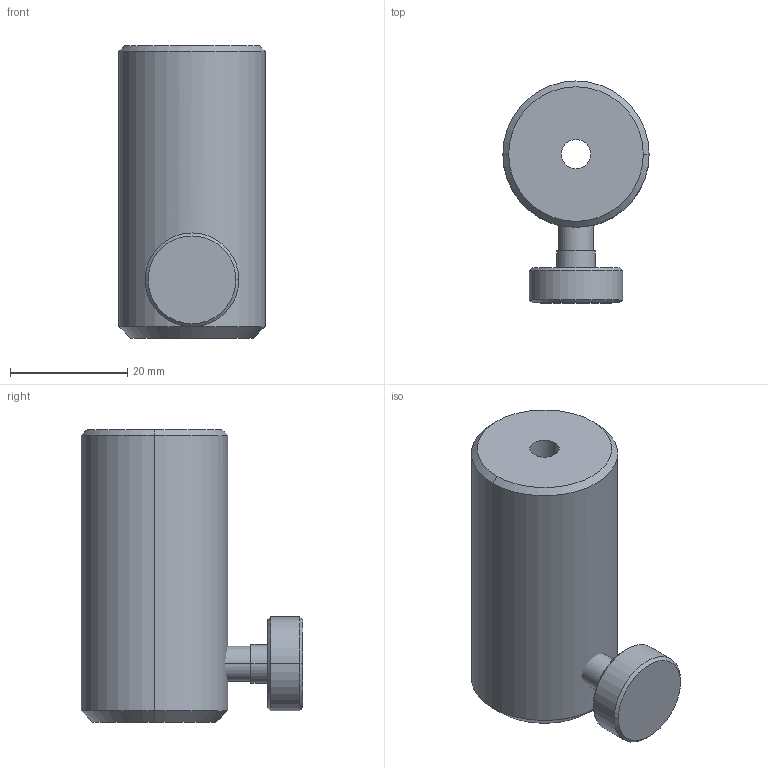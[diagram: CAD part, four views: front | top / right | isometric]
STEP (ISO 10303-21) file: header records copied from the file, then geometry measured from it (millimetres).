
FILE_DESCRIPTION (( 'STEP AP214' ), '1' );
FILE_NAME ('OM-001-020-050_01.STEP', '2024-10-06T13:46:16', ( '' ), ( '' ), 'SwSTEP 2.0', 'SolidWorks 2022', '' );
FILE_SCHEMA (( 'AUTOMOTIVE_DESIGN' ));
Length unit declared in the file: millimetre
Products named in the file (5): OM-001-020-910_01; OM-001-020-051_01; OM-001-020-911_01; OM-001-020-912_01; OM-001-020-050_01
Assembly tree (4 placements, depth 3):
  OM-001-020-050_01
    OM-001-020-051_01
    OM-001-020-910_01
      OM-001-020-911_01
      OM-001-020-912_01
Bounding box: 25 x 37.85 x 50 mm (x, y, z)
Volume: 20234.7 mm3; surface area: 7605.5 mm2
Topology: 3 solids, 3 shells, 47 faces, 94 edges, 55 vertices
Faces by surface type: cylinder 20, cone 18, plane 9
Entity records: 1570 total; most frequent: CARTESIAN_POINT 322, DIRECTION 248, ORIENTED_EDGE 184, AXIS2_PLACEMENT_3D 105, EDGE_CURVE 92, EDGE_LOOP 55, VERTEX_POINT 55, CIRCLE 50
